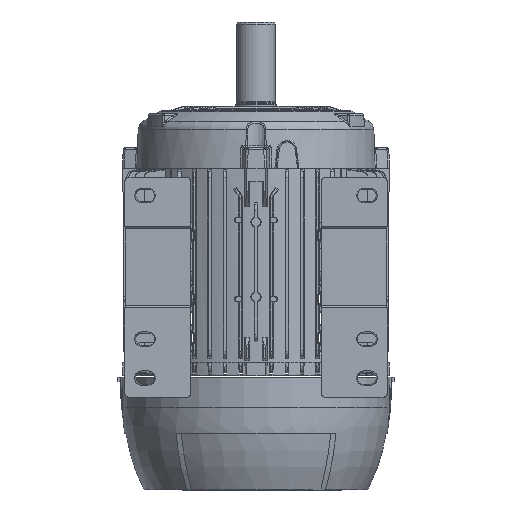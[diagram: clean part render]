
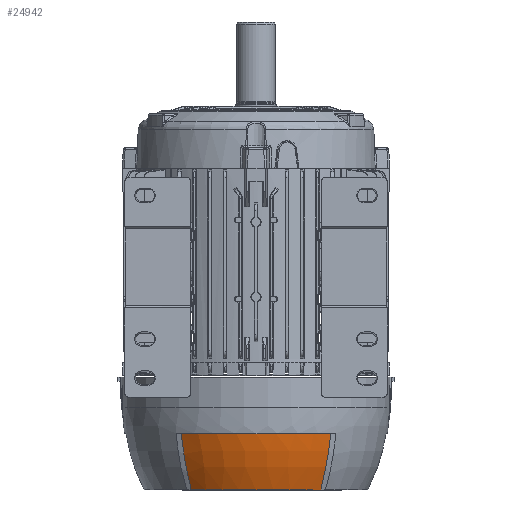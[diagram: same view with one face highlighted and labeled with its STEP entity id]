
A CAD part, front view. The second image highlights one B-rep face of the part: STEP entity #24942.
In plain terms, the highlighted toroidal (fillet/blend) face has major radius 64.511 mm and minor radius 193.5 mm.
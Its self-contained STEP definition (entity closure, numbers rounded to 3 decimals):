
#4286 = CARTESIAN_POINT ( 'NONE',  ( -72.383, -102.552, -263.675 ) ) ;
#8073 = EDGE_CURVE ( 'NONE', #91342, #90555, #69030, .T. ) ;
#10584 = VERTEX_POINT ( 'NONE', #23269 ) ;
#15547 = CARTESIAN_POINT ( 'NONE',  ( -65.177, -91.657, -305.58 ) ) ;
#16077 = CARTESIAN_POINT ( 'NONE',  ( -67.08, -94.73, -297.018 ) ) ;
#19225 = AXIS2_PLACEMENT_3D ( 'NONE', #99879, #82153, #42395 ) ;
#19817 = CARTESIAN_POINT ( 'NONE',  ( 63.12, -88.25, -313.5 ) ) ;
#21509 = CARTESIAN_POINT ( 'NONE',  ( -70.352, -99.715, -278.5 ) ) ;
#21890 = EDGE_CURVE ( 'NONE', #94715, #91342, #93324, .T. ) ;
#22189 = CARTESIAN_POINT ( 'NONE',  ( 0., 0., -258.5 ) ) ;
#23133 = ORIENTED_EDGE ( 'NONE', *, *, #8073, .T. ) ;
#23269 = CARTESIAN_POINT ( 'NONE',  ( -72.925, -103.22, -258.5 ) ) ;
#23902 = CARTESIAN_POINT ( 'NONE',  ( 72.383, -102.552, -263.675 ) ) ;
#24942 = ADVANCED_FACE ( 'NONE', ( #57931 ), #63873, .T. ) ;
#30502 = ORIENTED_EDGE ( 'NONE', *, *, #21890, .T. ) ;
#31991 = CARTESIAN_POINT ( 'NONE',  ( 65.177, -91.657, -305.58 ) ) ;
#32528 = AXIS2_PLACEMENT_3D ( 'NONE', #22189, #46413, #80757 ) ;
#38172 = ORIENTED_EDGE ( 'NONE', *, *, #62499, .T. ) ;
#42318 = CARTESIAN_POINT ( 'NONE',  ( 72.925, -103.22, -258.5 ) ) ;
#42395 = DIRECTION ( 'NONE',  ( 1., 0., 0. ) ) ;
#46413 = DIRECTION ( 'NONE',  ( 0., 0., 1. ) ) ;
#47075 = CARTESIAN_POINT ( 'NONE',  ( 67.08, -94.73, -297.018 ) ) ;
#47995 = CARTESIAN_POINT ( 'NONE',  ( 0., 0., -313.5 ) ) ;
#54260 = CARTESIAN_POINT ( 'NONE',  ( -69.579, -98.566, -283.245 ) ) ;
#54761 = CIRCLE ( 'NONE', #32528, 126.382 ) ;
#57931 = FACE_OUTER_BOUND ( 'NONE', #105182, .T. ) ;
#60724 = AXIS2_PLACEMENT_3D ( 'NONE', #47995, #80773, #89895 ) ;
#62499 = EDGE_CURVE ( 'NONE', #10584, #94715, #87934, .T. ) ;
#63873 = TOROIDAL_SURFACE ( 'NONE', #19225, -64.511, 193.5 ) ;
#64229 = CARTESIAN_POINT ( 'NONE',  ( 71.754, -101.708, -268.715 ) ) ;
#66535 = ORIENTED_EDGE ( 'NONE', *, *, #78755, .F. ) ;
#69030 = B_SPLINE_CURVE_WITH_KNOTS ( 'NONE', 3,
 ( #89476, #31991, #47075, #72800, #79847, #64229, #23902, #80368 ),
 .UNSPECIFIED., .F., .F.,
 ( 4, 2, 2, 4 ),
 ( 0., 0.5, 0.75, 1. ),
 .UNSPECIFIED. ) ;
#69856 = CARTESIAN_POINT ( 'NONE',  ( -71.754, -101.708, -268.715 ) ) ;
#71441 = CARTESIAN_POINT ( 'NONE',  ( -72.925, -103.22, -258.5 ) ) ;
#72800 = CARTESIAN_POINT ( 'NONE',  ( 69.579, -98.566, -283.245 ) ) ;
#78755 = EDGE_CURVE ( 'NONE', #10584, #90555, #54761, .T. ) ;
#79847 = CARTESIAN_POINT ( 'NONE',  ( 70.352, -99.715, -278.5 ) ) ;
#80368 = CARTESIAN_POINT ( 'NONE',  ( 72.925, -103.22, -258.5 ) ) ;
#80757 = DIRECTION ( 'NONE',  ( 1., 0., 0. ) ) ;
#80773 = DIRECTION ( 'NONE',  ( 0., 0., 1. ) ) ;
#82153 = DIRECTION ( 'NONE',  ( 0., 0., 1. ) ) ;
#87934 = B_SPLINE_CURVE_WITH_KNOTS ( 'NONE', 3,
 ( #71441, #4286, #69856, #21509, #54260, #16077, #15547, #97789 ),
 .UNSPECIFIED., .F., .F.,
 ( 4, 2, 2, 4 ),
 ( 0., 0.25, 0.5, 1. ),
 .UNSPECIFIED. ) ;
#89208 = CARTESIAN_POINT ( 'NONE',  ( -63.12, -88.25, -313.5 ) ) ;
#89476 = CARTESIAN_POINT ( 'NONE',  ( 63.12, -88.25, -313.5 ) ) ;
#89895 = DIRECTION ( 'NONE',  ( 1., 0., 0. ) ) ;
#90555 = VERTEX_POINT ( 'NONE', #42318 ) ;
#91342 = VERTEX_POINT ( 'NONE', #19817 ) ;
#93324 = CIRCLE ( 'NONE', #60724, 108.5 ) ;
#94715 = VERTEX_POINT ( 'NONE', #89208 ) ;
#97789 = CARTESIAN_POINT ( 'NONE',  ( -63.12, -88.25, -313.5 ) ) ;
#99879 = CARTESIAN_POINT ( 'NONE',  ( 0., 0., -226.842 ) ) ;
#105182 = EDGE_LOOP ( 'NONE', ( #30502, #23133, #66535, #38172 ) ) ;
